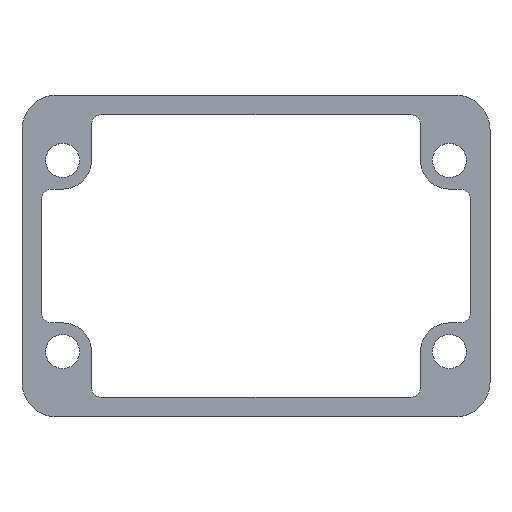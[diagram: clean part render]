
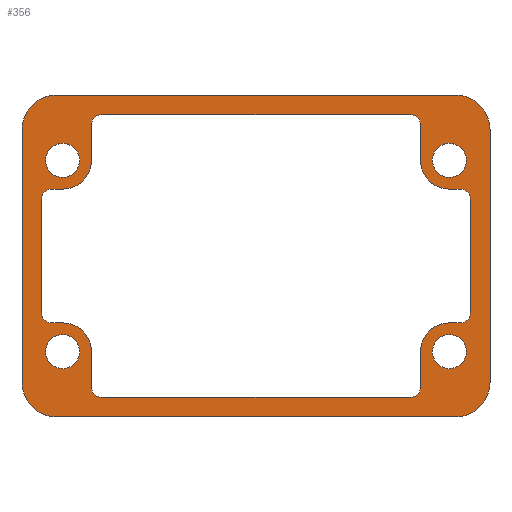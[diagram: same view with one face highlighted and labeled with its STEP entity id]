
A CAD part, top view. The second image highlights one B-rep face of the part: STEP entity #356.
In plain terms, the highlighted planar face has unit normal (0, 0, 1).
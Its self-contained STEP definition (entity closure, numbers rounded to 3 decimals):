
#291=FACE_BOUND('',#445,.T.);
#292=FACE_BOUND('',#446,.T.);
#293=FACE_BOUND('',#447,.T.);
#294=FACE_BOUND('',#448,.T.);
#295=FACE_BOUND('',#449,.T.);
#296=FACE_BOUND('',#450,.T.);
#309=CIRCLE('',#1057,1.65);
#311=CIRCLE('',#1060,3.35);
#312=CIRCLE('',#1061,3.35);
#313=CIRCLE('',#1062,3.35);
#314=CIRCLE('',#1063,3.35);
#315=CIRCLE('',#1064,2.8);
#316=CIRCLE('',#1065,1.);
#317=CIRCLE('',#1066,1.);
#318=CIRCLE('',#1067,2.8);
#319=CIRCLE('',#1068,1.);
#320=CIRCLE('',#1069,1.);
#321=CIRCLE('',#1070,2.8);
#322=CIRCLE('',#1071,1.);
#323=CIRCLE('',#1072,1.);
#324=CIRCLE('',#1073,2.8);
#325=CIRCLE('',#1074,1.);
#326=CIRCLE('',#1075,1.);
#327=CIRCLE('',#1076,1.65);
#328=CIRCLE('',#1077,1.65);
#329=CIRCLE('',#1078,1.65);
#356=ADVANCED_FACE('',(#291,#292,#293,#294,#295,#296),#393,.T.);
#393=PLANE('',#1079);
#445=EDGE_LOOP('',(#515,#516,#517,#518,#519,#520,#521,#522));
#446=EDGE_LOOP('',(#523,#524,#525,#526,#527,#528,#529,#530,#531,#532,#533,
#534,#535,#536,#537,#538,#539,#540,#541,#542,#543,#544,#545,#546));
#447=EDGE_LOOP('',(#547));
#448=EDGE_LOOP('',(#548));
#449=EDGE_LOOP('',(#549));
#450=EDGE_LOOP('',(#550));
#515=ORIENTED_EDGE('',*,*,#795,.T.);
#516=ORIENTED_EDGE('',*,*,#787,.T.);
#517=ORIENTED_EDGE('',*,*,#796,.T.);
#518=ORIENTED_EDGE('',*,*,#789,.T.);
#519=ORIENTED_EDGE('',*,*,#797,.T.);
#520=ORIENTED_EDGE('',*,*,#798,.T.);
#521=ORIENTED_EDGE('',*,*,#799,.T.);
#522=ORIENTED_EDGE('',*,*,#800,.T.);
#523=ORIENTED_EDGE('',*,*,#773,.T.);
#524=ORIENTED_EDGE('',*,*,#801,.T.);
#525=ORIENTED_EDGE('',*,*,#779,.T.);
#526=ORIENTED_EDGE('',*,*,#802,.T.);
#527=ORIENTED_EDGE('',*,*,#781,.T.);
#528=ORIENTED_EDGE('',*,*,#803,.T.);
#529=ORIENTED_EDGE('',*,*,#804,.T.);
#530=ORIENTED_EDGE('',*,*,#805,.T.);
#531=ORIENTED_EDGE('',*,*,#806,.T.);
#532=ORIENTED_EDGE('',*,*,#807,.T.);
#533=ORIENTED_EDGE('',*,*,#808,.T.);
#534=ORIENTED_EDGE('',*,*,#809,.T.);
#535=ORIENTED_EDGE('',*,*,#810,.T.);
#536=ORIENTED_EDGE('',*,*,#811,.T.);
#537=ORIENTED_EDGE('',*,*,#812,.T.);
#538=ORIENTED_EDGE('',*,*,#813,.T.);
#539=ORIENTED_EDGE('',*,*,#814,.T.);
#540=ORIENTED_EDGE('',*,*,#815,.T.);
#541=ORIENTED_EDGE('',*,*,#816,.T.);
#542=ORIENTED_EDGE('',*,*,#817,.T.);
#543=ORIENTED_EDGE('',*,*,#818,.T.);
#544=ORIENTED_EDGE('',*,*,#819,.T.);
#545=ORIENTED_EDGE('',*,*,#771,.T.);
#546=ORIENTED_EDGE('',*,*,#820,.T.);
#547=ORIENTED_EDGE('',*,*,#793,.F.);
#548=ORIENTED_EDGE('',*,*,#821,.F.);
#549=ORIENTED_EDGE('',*,*,#822,.F.);
#550=ORIENTED_EDGE('',*,*,#823,.F.);
#699=VERTEX_POINT('',#1357);
#700=VERTEX_POINT('',#1359);
#701=VERTEX_POINT('',#1363);
#702=VERTEX_POINT('',#1364);
#707=VERTEX_POINT('',#1375);
#708=VERTEX_POINT('',#1377);
#709=VERTEX_POINT('',#1381);
#710=VERTEX_POINT('',#1382);
#715=VERTEX_POINT('',#1393);
#716=VERTEX_POINT('',#1395);
#717=VERTEX_POINT('',#1399);
#718=VERTEX_POINT('',#1400);
#721=VERTEX_POINT('',#1408);
#723=VERTEX_POINT('',#1413);
#724=VERTEX_POINT('',#1416);
#725=VERTEX_POINT('',#1418);
#726=VERTEX_POINT('',#1420);
#727=VERTEX_POINT('',#1425);
#728=VERTEX_POINT('',#1427);
#729=VERTEX_POINT('',#1429);
#730=VERTEX_POINT('',#1431);
#731=VERTEX_POINT('',#1433);
#732=VERTEX_POINT('',#1435);
#733=VERTEX_POINT('',#1437);
#734=VERTEX_POINT('',#1439);
#735=VERTEX_POINT('',#1441);
#736=VERTEX_POINT('',#1443);
#737=VERTEX_POINT('',#1445);
#738=VERTEX_POINT('',#1447);
#739=VERTEX_POINT('',#1449);
#740=VERTEX_POINT('',#1451);
#741=VERTEX_POINT('',#1453);
#742=VERTEX_POINT('',#1455);
#743=VERTEX_POINT('',#1459);
#744=VERTEX_POINT('',#1461);
#745=VERTEX_POINT('',#1463);
#771=EDGE_CURVE('',#700,#699,#875,.T.);
#773=EDGE_CURVE('',#701,#702,#877,.T.);
#779=EDGE_CURVE('',#708,#707,#883,.T.);
#781=EDGE_CURVE('',#709,#710,#885,.T.);
#787=EDGE_CURVE('',#716,#715,#891,.T.);
#789=EDGE_CURVE('',#717,#718,#893,.T.);
#793=EDGE_CURVE('',#721,#721,#309,.T.);
#795=EDGE_CURVE('',#723,#716,#311,.T.);
#796=EDGE_CURVE('',#715,#717,#312,.T.);
#797=EDGE_CURVE('',#718,#724,#313,.T.);
#798=EDGE_CURVE('',#724,#725,#897,.T.);
#799=EDGE_CURVE('',#725,#726,#314,.T.);
#800=EDGE_CURVE('',#726,#723,#898,.T.);
#801=EDGE_CURVE('',#702,#708,#315,.T.);
#802=EDGE_CURVE('',#707,#709,#316,.T.);
#803=EDGE_CURVE('',#710,#727,#317,.T.);
#804=EDGE_CURVE('',#727,#728,#899,.T.);
#805=EDGE_CURVE('',#728,#729,#318,.T.);
#806=EDGE_CURVE('',#729,#730,#900,.T.);
#807=EDGE_CURVE('',#730,#731,#319,.T.);
#808=EDGE_CURVE('',#731,#732,#901,.T.);
#809=EDGE_CURVE('',#732,#733,#320,.T.);
#810=EDGE_CURVE('',#733,#734,#902,.T.);
#811=EDGE_CURVE('',#734,#735,#321,.T.);
#812=EDGE_CURVE('',#735,#736,#903,.T.);
#813=EDGE_CURVE('',#736,#737,#322,.T.);
#814=EDGE_CURVE('',#737,#738,#904,.T.);
#815=EDGE_CURVE('',#738,#739,#323,.T.);
#816=EDGE_CURVE('',#739,#740,#905,.T.);
#817=EDGE_CURVE('',#740,#741,#324,.T.);
#818=EDGE_CURVE('',#741,#742,#906,.T.);
#819=EDGE_CURVE('',#742,#700,#325,.T.);
#820=EDGE_CURVE('',#699,#701,#326,.T.);
#821=EDGE_CURVE('',#743,#743,#327,.T.);
#822=EDGE_CURVE('',#744,#744,#328,.T.);
#823=EDGE_CURVE('',#745,#745,#329,.T.);
#875=LINE('',#1358,#939);
#877=LINE('',#1362,#941);
#883=LINE('',#1376,#947);
#885=LINE('',#1380,#949);
#891=LINE('',#1394,#955);
#893=LINE('',#1398,#957);
#897=LINE('',#1417,#961);
#898=LINE('',#1421,#962);
#899=LINE('',#1426,#963);
#900=LINE('',#1430,#964);
#901=LINE('',#1434,#965);
#902=LINE('',#1438,#966);
#903=LINE('',#1442,#967);
#904=LINE('',#1446,#968);
#905=LINE('',#1450,#969);
#906=LINE('',#1454,#970);
#939=VECTOR('',#1133,1.);
#941=VECTOR('',#1137,1.);
#947=VECTOR('',#1145,1.);
#949=VECTOR('',#1149,1.);
#955=VECTOR('',#1157,1.);
#957=VECTOR('',#1161,1.);
#961=VECTOR('',#1179,1.);
#962=VECTOR('',#1182,1.);
#963=VECTOR('',#1189,1.);
#964=VECTOR('',#1192,1.);
#965=VECTOR('',#1195,1.);
#966=VECTOR('',#1198,1.);
#967=VECTOR('',#1201,1.);
#968=VECTOR('',#1204,1.);
#969=VECTOR('',#1207,1.);
#970=VECTOR('',#1210,1.);
#1057=AXIS2_PLACEMENT_3D('',#1407,#1167,#1168);
#1060=AXIS2_PLACEMENT_3D('',#1412,#1173,#1174);
#1061=AXIS2_PLACEMENT_3D('',#1414,#1175,#1176);
#1062=AXIS2_PLACEMENT_3D('',#1415,#1177,#1178);
#1063=AXIS2_PLACEMENT_3D('',#1419,#1180,#1181);
#1064=AXIS2_PLACEMENT_3D('',#1422,#1183,#1184);
#1065=AXIS2_PLACEMENT_3D('',#1423,#1185,#1186);
#1066=AXIS2_PLACEMENT_3D('',#1424,#1187,#1188);
#1067=AXIS2_PLACEMENT_3D('',#1428,#1190,#1191);
#1068=AXIS2_PLACEMENT_3D('',#1432,#1193,#1194);
#1069=AXIS2_PLACEMENT_3D('',#1436,#1196,#1197);
#1070=AXIS2_PLACEMENT_3D('',#1440,#1199,#1200);
#1071=AXIS2_PLACEMENT_3D('',#1444,#1202,#1203);
#1072=AXIS2_PLACEMENT_3D('',#1448,#1205,#1206);
#1073=AXIS2_PLACEMENT_3D('',#1452,#1208,#1209);
#1074=AXIS2_PLACEMENT_3D('',#1456,#1211,#1212);
#1075=AXIS2_PLACEMENT_3D('',#1457,#1213,#1214);
#1076=AXIS2_PLACEMENT_3D('',#1458,#1215,#1216);
#1077=AXIS2_PLACEMENT_3D('',#1460,#1217,#1218);
#1078=AXIS2_PLACEMENT_3D('',#1462,#1219,#1220);
#1079=AXIS2_PLACEMENT_3D('',#1464,#1221,#1222);
#1133=DIRECTION('',(1.,0.,0.));
#1137=DIRECTION('',(0.,-1.,0.));
#1145=DIRECTION('',(1.,0.,0.));
#1149=DIRECTION('',(0.,-1.,0.));
#1157=DIRECTION('',(0.,1.,0.));
#1161=DIRECTION('',(-1.,0.,0.));
#1167=DIRECTION('',(0.,0.,1.));
#1168=DIRECTION('',(1.,0.,0.));
#1173=DIRECTION('',(0.,0.,1.));
#1174=DIRECTION('',(1.,0.,0.));
#1175=DIRECTION('',(0.,0.,1.));
#1176=DIRECTION('',(1.,0.,0.));
#1177=DIRECTION('',(0.,0.,1.));
#1178=DIRECTION('',(-1.,0.,0.));
#1179=DIRECTION('',(0.,-1.,0.));
#1180=DIRECTION('',(0.,0.,1.));
#1181=DIRECTION('',(-1.,0.,0.));
#1182=DIRECTION('',(1.,0.,0.));
#1183=DIRECTION('',(0.,0.,1.));
#1184=DIRECTION('',(1.,0.,0.));
#1185=DIRECTION('',(0.,0.,-1.));
#1186=DIRECTION('',(1.,0.,0.));
#1187=DIRECTION('',(0.,0.,-1.));
#1188=DIRECTION('',(1.,0.,0.));
#1189=DIRECTION('',(-1.,0.,0.));
#1190=DIRECTION('',(0.,0.,1.));
#1191=DIRECTION('',(1.,0.,0.));
#1192=DIRECTION('',(0.,-1.,0.));
#1193=DIRECTION('',(0.,0.,-1.));
#1194=DIRECTION('',(1.,0.,0.));
#1195=DIRECTION('',(-1.,0.,0.));
#1196=DIRECTION('',(0.,0.,-1.));
#1197=DIRECTION('',(-1.,0.,0.));
#1198=DIRECTION('',(0.,1.,0.));
#1199=DIRECTION('',(0.,0.,1.));
#1200=DIRECTION('',(-1.,0.,0.));
#1201=DIRECTION('',(-1.,0.,0.));
#1202=DIRECTION('',(0.,0.,-1.));
#1203=DIRECTION('',(-1.,0.,0.));
#1204=DIRECTION('',(0.,1.,0.));
#1205=DIRECTION('',(0.,0.,-1.));
#1206=DIRECTION('',(-1.,0.,0.));
#1207=DIRECTION('',(1.,0.,0.));
#1208=DIRECTION('',(0.,0.,1.));
#1209=DIRECTION('',(-1.,0.,0.));
#1210=DIRECTION('',(0.,1.,0.));
#1211=DIRECTION('',(0.,0.,-1.));
#1212=DIRECTION('',(-1.,0.,0.));
#1213=DIRECTION('',(0.,0.,-1.));
#1214=DIRECTION('',(1.,0.,0.));
#1215=DIRECTION('',(0.,0.,1.));
#1216=DIRECTION('',(-1.,0.,0.));
#1217=DIRECTION('',(0.,0.,1.));
#1218=DIRECTION('',(1.,0.,0.));
#1219=DIRECTION('',(0.,0.,1.));
#1220=DIRECTION('',(-1.,0.,0.));
#1221=DIRECTION('',(0.,0.,1.));
#1222=DIRECTION('',(1.,0.,0.));
#1357=CARTESIAN_POINT('',(15.,13.75,1.5));
#1358=CARTESIAN_POINT('',(0.,13.75,1.5));
#1359=CARTESIAN_POINT('',(-15.,13.75,1.5));
#1362=CARTESIAN_POINT('',(16.,13.75,1.5));
#1363=CARTESIAN_POINT('',(16.,12.75,1.5));
#1364=CARTESIAN_POINT('',(16.,9.3,1.5));
#1375=CARTESIAN_POINT('',(19.85,6.5,1.5));
#1376=CARTESIAN_POINT('',(16.,6.5,1.5));
#1377=CARTESIAN_POINT('',(18.8,6.5,1.5));
#1380=CARTESIAN_POINT('',(20.85,6.5,1.5));
#1381=CARTESIAN_POINT('',(20.85,5.5,1.5));
#1382=CARTESIAN_POINT('',(20.85,-5.5,1.5));
#1393=CARTESIAN_POINT('',(22.75,12.3,1.5));
#1394=CARTESIAN_POINT('',(22.75,0.,1.5));
#1395=CARTESIAN_POINT('',(22.75,-12.3,1.5));
#1398=CARTESIAN_POINT('',(22.75,15.65,1.5));
#1399=CARTESIAN_POINT('',(19.4,15.65,1.5));
#1400=CARTESIAN_POINT('',(-19.4,15.65,1.5));
#1407=CARTESIAN_POINT('',(18.8,9.3,1.5));
#1408=CARTESIAN_POINT('',(20.45,9.3,1.5));
#1412=CARTESIAN_POINT('',(19.4,-12.3,1.5));
#1413=CARTESIAN_POINT('',(19.4,-15.65,1.5));
#1414=CARTESIAN_POINT('',(19.4,12.3,1.5));
#1415=CARTESIAN_POINT('',(-19.4,12.3,1.5));
#1416=CARTESIAN_POINT('',(-22.75,12.3,1.5));
#1417=CARTESIAN_POINT('',(-22.75,0.,1.5));
#1418=CARTESIAN_POINT('',(-22.75,-12.3,1.5));
#1419=CARTESIAN_POINT('',(-19.4,-12.3,1.5));
#1420=CARTESIAN_POINT('',(-19.4,-15.65,1.5));
#1421=CARTESIAN_POINT('',(22.75,-15.65,1.5));
#1422=CARTESIAN_POINT('',(18.8,9.3,1.5));
#1423=CARTESIAN_POINT('',(19.85,5.5,1.5));
#1424=CARTESIAN_POINT('',(19.85,-5.5,1.5));
#1425=CARTESIAN_POINT('',(19.85,-6.5,1.5));
#1426=CARTESIAN_POINT('',(16.,-6.5,1.5));
#1427=CARTESIAN_POINT('',(18.8,-6.5,1.5));
#1428=CARTESIAN_POINT('',(18.8,-9.3,1.5));
#1429=CARTESIAN_POINT('',(16.,-9.3,1.5));
#1430=CARTESIAN_POINT('',(16.,-13.75,1.5));
#1431=CARTESIAN_POINT('',(16.,-12.75,1.5));
#1432=CARTESIAN_POINT('',(15.,-12.75,1.5));
#1433=CARTESIAN_POINT('',(15.,-13.75,1.5));
#1434=CARTESIAN_POINT('',(0.,-13.75,1.5));
#1435=CARTESIAN_POINT('',(-15.,-13.75,1.5));
#1436=CARTESIAN_POINT('',(-15.,-12.75,1.5));
#1437=CARTESIAN_POINT('',(-16.,-12.75,1.5));
#1438=CARTESIAN_POINT('',(-16.,-13.75,1.5));
#1439=CARTESIAN_POINT('',(-16.,-9.3,1.5));
#1440=CARTESIAN_POINT('',(-18.8,-9.3,1.5));
#1441=CARTESIAN_POINT('',(-18.8,-6.5,1.5));
#1442=CARTESIAN_POINT('',(-16.,-6.5,1.5));
#1443=CARTESIAN_POINT('',(-19.85,-6.5,1.5));
#1444=CARTESIAN_POINT('',(-19.85,-5.5,1.5));
#1445=CARTESIAN_POINT('',(-20.85,-5.5,1.5));
#1446=CARTESIAN_POINT('',(-20.85,6.5,1.5));
#1447=CARTESIAN_POINT('',(-20.85,5.5,1.5));
#1448=CARTESIAN_POINT('',(-19.85,5.5,1.5));
#1449=CARTESIAN_POINT('',(-19.85,6.5,1.5));
#1450=CARTESIAN_POINT('',(-16.,6.5,1.5));
#1451=CARTESIAN_POINT('',(-18.8,6.5,1.5));
#1452=CARTESIAN_POINT('',(-18.8,9.3,1.5));
#1453=CARTESIAN_POINT('',(-16.,9.3,1.5));
#1454=CARTESIAN_POINT('',(-16.,13.75,1.5));
#1455=CARTESIAN_POINT('',(-16.,12.75,1.5));
#1456=CARTESIAN_POINT('',(-15.,12.75,1.5));
#1457=CARTESIAN_POINT('',(15.,12.75,1.5));
#1458=CARTESIAN_POINT('',(-18.8,9.3,1.5));
#1459=CARTESIAN_POINT('',(-20.45,9.3,1.5));
#1460=CARTESIAN_POINT('',(18.8,-9.3,1.5));
#1461=CARTESIAN_POINT('',(20.45,-9.3,1.5));
#1462=CARTESIAN_POINT('',(-18.8,-9.3,1.5));
#1463=CARTESIAN_POINT('',(-20.45,-9.3,1.5));
#1464=CARTESIAN_POINT('',(18.8,9.3,1.5));
